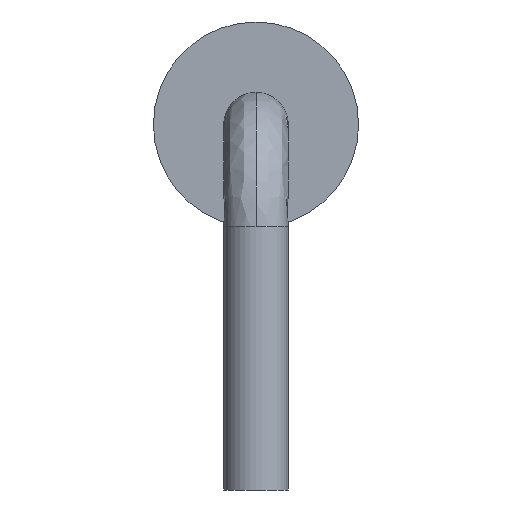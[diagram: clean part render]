
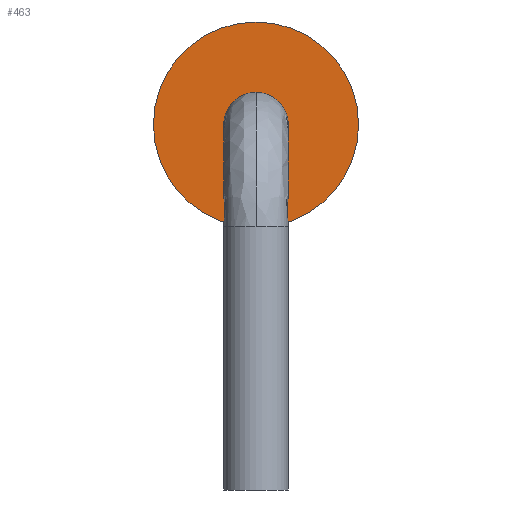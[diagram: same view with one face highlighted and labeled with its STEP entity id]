
A CAD part, front view. The second image highlights one B-rep face of the part: STEP entity #463.
In plain terms, the highlighted planar face has unit normal (0, -1, 0).
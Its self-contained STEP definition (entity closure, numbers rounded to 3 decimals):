
#35 = CARTESIAN_POINT ( 'NONE',  ( 0., 0., 0. ) ) ;
#97 = DIRECTION ( 'NONE',  ( 0., 0., -1. ) ) ;
#117 = AXIS2_PLACEMENT_3D ( 'NONE', #361, #772, #418 ) ;
#204 = AXIS2_PLACEMENT_3D ( 'NONE', #300, #716, #362 ) ;
#253 = VERTEX_POINT ( 'NONE', #753 ) ;
#300 = CARTESIAN_POINT ( 'NONE',  ( 0., 0., 0. ) ) ;
#333 = ORIENTED_EDGE ( 'NONE', *, *, #589, .F. ) ;
#361 = CARTESIAN_POINT ( 'NONE',  ( 0., 0., 0. ) ) ;
#362 = DIRECTION ( 'NONE',  ( 0., 0., -1. ) ) ;
#410 = EDGE_LOOP ( 'NONE', ( #523, #333 ) ) ;
#418 = DIRECTION ( 'NONE',  ( 0., 0., -1. ) ) ;
#463 = ADVANCED_FACE ( 'NONE', ( #685 ), #582, .T. ) ;
#466 = DIRECTION ( 'NONE',  ( 0., -1., 0. ) ) ;
#479 = CARTESIAN_POINT ( 'NONE',  ( 0., 0., -1.365 ) ) ;
#500 = AXIS2_PLACEMENT_3D ( 'NONE', #35, #466, #97 ) ;
#523 = ORIENTED_EDGE ( 'NONE', *, *, #626, .F. ) ;
#582 = PLANE ( 'NONE',  #500 ) ;
#589 = EDGE_CURVE ( 'NONE', #253, #667, #631, .T. ) ;
#626 = EDGE_CURVE ( 'NONE', #667, #253, #775, .T. ) ;
#631 = CIRCLE ( 'NONE', #117, 1.365 ) ;
#667 = VERTEX_POINT ( 'NONE', #479 ) ;
#685 = FACE_OUTER_BOUND ( 'NONE', #410, .T. ) ;
#716 = DIRECTION ( 'NONE',  ( 0., 1., 0. ) ) ;
#753 = CARTESIAN_POINT ( 'NONE',  ( 0., 0., 1.365 ) ) ;
#772 = DIRECTION ( 'NONE',  ( 0., 1., 0. ) ) ;
#775 = CIRCLE ( 'NONE', #204, 1.365 ) ;
